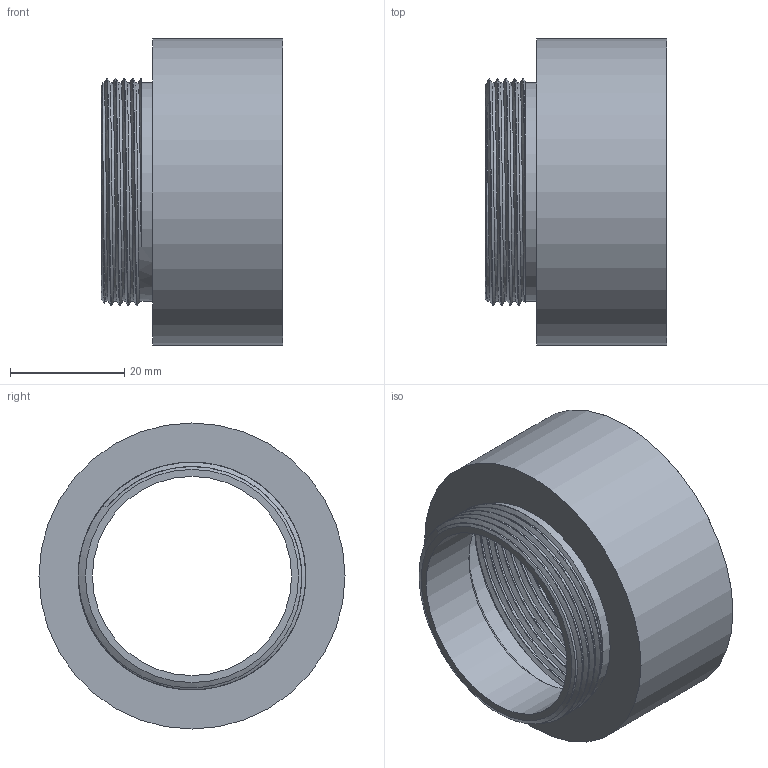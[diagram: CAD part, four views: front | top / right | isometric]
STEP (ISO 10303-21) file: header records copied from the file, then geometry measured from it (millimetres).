
FILE_DESCRIPTION(/* description */ ('Erweiterungen rund M40/M50'),/* implementation_level */ '2;1');
FILE_NAME(/* name */ '62084050-RST.stp',/* time_stamp */ '2020-07-01T14:24:49+02:00',/* author */ ('sl'),/* organization */ (''),/* preprocessor_version */ 'ST-DEVELOPER v16.5',/* originating_system */ 'Autodesk Inventor 2017',/* authorisation */ '');
FILE_SCHEMA (('AUTOMOTIVE_DESIGN { 1 0 10303 214 3 1 1 }'));
Length unit declared in the file: millimetre
Products named in the file (1): 62084050
Bounding box: 31.8 x 53.63 x 53.63 mm (x, y, z)
Volume: 13074.8 mm3; surface area: 13431.8 mm2
Topology: 1 solids, 1 shells, 32 faces, 82 edges, 54 vertices
Faces by surface type: cylinder 18, plane 6, bspline 4, cone 3, torus 1
Full cylindrical faces by diameter (mm): 34.9 x1, 38.358 x4, 48.22 x8, 53.63 x1
Entity records: 3008 total; most frequent: CARTESIAN_POINT 2597, DIRECTION 74, ORIENTED_EDGE 68, AXIS2_PLACEMENT_3D 37, EDGE_CURVE 34, EDGE_LOOP 32, VERTEX_POINT 26, FACE_OUTER_BOUND 20
